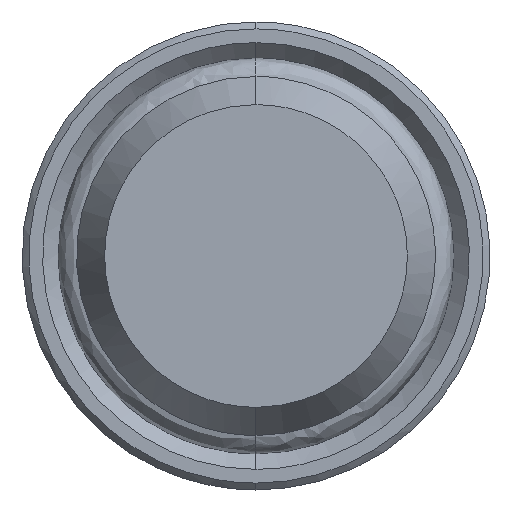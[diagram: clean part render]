
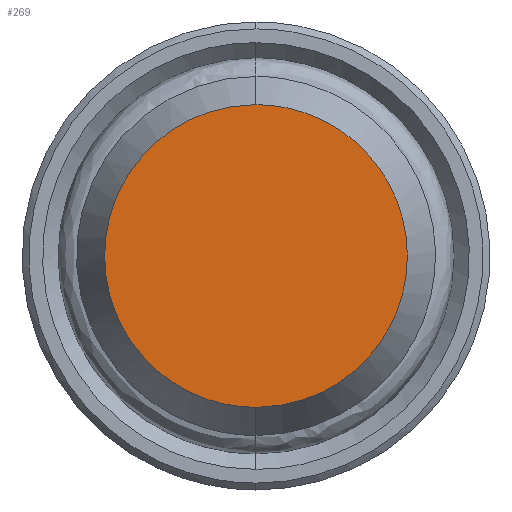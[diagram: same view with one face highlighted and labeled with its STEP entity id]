
A CAD part, front view. The second image highlights one B-rep face of the part: STEP entity #269.
In plain terms, the highlighted free-form (B-spline) face has degree [1, 1] with [2, 2] control points.
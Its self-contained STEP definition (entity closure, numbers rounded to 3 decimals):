
#76 = CARTESIAN_POINT ( 'NONE',  ( -4.803, 0., 2.771 ) ) ;
#94 = CARTESIAN_POINT ( 'NONE',  ( -5.564, 0., -5.564 ) ) ;
#100 = CARTESIAN_POINT ( 'NONE',  ( 3.377, 0., -4.398 ) ) ;
#106 = CARTESIAN_POINT ( 'NONE',  ( 1.437, 0., 5.356 ) ) ;
#243 = CARTESIAN_POINT ( 'NONE',  ( 0., 0., 5.498 ) ) ;
#250 = CARTESIAN_POINT ( 'NONE',  ( 4.803, 0., 2.771 ) ) ;
#269 = ADVANCED_FACE ( 'NONE', ( #433 ), #296, .T. ) ;
#296 = B_SPLINE_SURFACE_WITH_KNOTS ( 'NONE', 1, 1, ( 
 ( #1905, #1537 ),
 ( #94, #905 ) ),
 .UNSPECIFIED., .F., .F., .F.,
 ( 2, 2 ),
 ( 2, 2 ),
 ( 0., 1. ),
 ( 0., 1. ),
 .UNSPECIFIED. ) ;
#332 = EDGE_CURVE ( 'NONE', #1515, #994, #889, .T. ) ;
#395 = CARTESIAN_POINT ( 'NONE',  ( 5.498, 0., -0.722 ) ) ;
#402 = CARTESIAN_POINT ( 'NONE',  ( 0.722, 0., -5.498 ) ) ;
#409 = CARTESIAN_POINT ( 'NONE',  ( 2.771, 0., 4.803 ) ) ;
#433 = FACE_OUTER_BOUND ( 'NONE', #704, .T. ) ;
#478 = CARTESIAN_POINT ( 'NONE',  ( 0., 0., 5.498 ) ) ;
#554 = CARTESIAN_POINT ( 'NONE',  ( 5.356, 0., 1.437 ) ) ;
#571 = CARTESIAN_POINT ( 'NONE',  ( 4.398, 0., -3.377 ) ) ;
#651 = CARTESIAN_POINT ( 'NONE',  ( -4.398, 0., -3.377 ) ) ;
#704 = EDGE_LOOP ( 'NONE', ( #1770, #1458 ) ) ;
#805 = CARTESIAN_POINT ( 'NONE',  ( -2.771, 0., -4.803 ) ) ;
#858 = CARTESIAN_POINT ( 'NONE',  ( 0., 0., -5.498 ) ) ;
#875 = CARTESIAN_POINT ( 'NONE',  ( 3.377, 0., 4.398 ) ) ;
#889 = B_SPLINE_CURVE_WITH_KNOTS ( 'NONE', 3,
 ( #2051, #402, #1891, #1354, #100, #571, #1211, #1205, #395, #1545, #554, #250, #1384, #875, #409, #106, #1558, #243 ),
 .UNSPECIFIED., .F., .F.,
 ( 4, 2, 2, 2, 2, 2, 2, 2, 4 ),
 ( 0., 0.393, 0.785, 1.178, 1.571, 1.963, 2.356, 2.749, 3.142 ),
 .UNSPECIFIED. ) ;
#905 = CARTESIAN_POINT ( 'NONE',  ( 5.564, 0., -5.564 ) ) ;
#963 = CARTESIAN_POINT ( 'NONE',  ( -1.437, 0., -5.356 ) ) ;
#994 = VERTEX_POINT ( 'NONE', #1775 ) ;
#1022 = B_SPLINE_CURVE_WITH_KNOTS ( 'NONE', 3,
 ( #478, #1973, #1675, #1853, #1965, #1135, #76, #1843, #1628, #1325, #1512, #1168, #651, #1797, #805, #963, #1449, #858 ),
 .UNSPECIFIED., .F., .F.,
 ( 4, 2, 2, 2, 2, 2, 2, 2, 4 ),
 ( 0., 0.393, 0.785, 1.178, 1.571, 1.963, 2.356, 2.749, 3.142 ),
 .UNSPECIFIED. ) ;
#1135 = CARTESIAN_POINT ( 'NONE',  ( -4.398, 0., 3.377 ) ) ;
#1168 = CARTESIAN_POINT ( 'NONE',  ( -4.803, 0., -2.771 ) ) ;
#1205 = CARTESIAN_POINT ( 'NONE',  ( 5.356, 0., -1.437 ) ) ;
#1211 = CARTESIAN_POINT ( 'NONE',  ( 4.803, 0., -2.771 ) ) ;
#1269 = EDGE_CURVE ( 'NONE', #994, #1515, #1022, .T. ) ;
#1325 = CARTESIAN_POINT ( 'NONE',  ( -5.498, 0., -0.722 ) ) ;
#1354 = CARTESIAN_POINT ( 'NONE',  ( 2.771, 0., -4.803 ) ) ;
#1384 = CARTESIAN_POINT ( 'NONE',  ( 4.398, 0., 3.377 ) ) ;
#1449 = CARTESIAN_POINT ( 'NONE',  ( -0.722, 0., -5.498 ) ) ;
#1458 = ORIENTED_EDGE ( 'NONE', *, *, #332, .T. ) ;
#1512 = CARTESIAN_POINT ( 'NONE',  ( -5.356, 0., -1.437 ) ) ;
#1515 = VERTEX_POINT ( 'NONE', #1744 ) ;
#1537 = CARTESIAN_POINT ( 'NONE',  ( 5.564, 0., 5.564 ) ) ;
#1545 = CARTESIAN_POINT ( 'NONE',  ( 5.498, 0., 0.722 ) ) ;
#1558 = CARTESIAN_POINT ( 'NONE',  ( 0.722, 0., 5.498 ) ) ;
#1628 = CARTESIAN_POINT ( 'NONE',  ( -5.498, 0., 0.722 ) ) ;
#1675 = CARTESIAN_POINT ( 'NONE',  ( -1.437, 0., 5.356 ) ) ;
#1744 = CARTESIAN_POINT ( 'NONE',  ( 0., 0., -5.498 ) ) ;
#1770 = ORIENTED_EDGE ( 'NONE', *, *, #1269, .T. ) ;
#1775 = CARTESIAN_POINT ( 'NONE',  ( 0., 0., 5.498 ) ) ;
#1797 = CARTESIAN_POINT ( 'NONE',  ( -3.377, 0., -4.398 ) ) ;
#1843 = CARTESIAN_POINT ( 'NONE',  ( -5.356, 0., 1.437 ) ) ;
#1853 = CARTESIAN_POINT ( 'NONE',  ( -2.771, 0., 4.803 ) ) ;
#1891 = CARTESIAN_POINT ( 'NONE',  ( 1.437, 0., -5.356 ) ) ;
#1905 = CARTESIAN_POINT ( 'NONE',  ( -5.564, 0., 5.564 ) ) ;
#1965 = CARTESIAN_POINT ( 'NONE',  ( -3.377, 0., 4.398 ) ) ;
#1973 = CARTESIAN_POINT ( 'NONE',  ( -0.722, 0., 5.498 ) ) ;
#2051 = CARTESIAN_POINT ( 'NONE',  ( 0., 0., -5.498 ) ) ;
